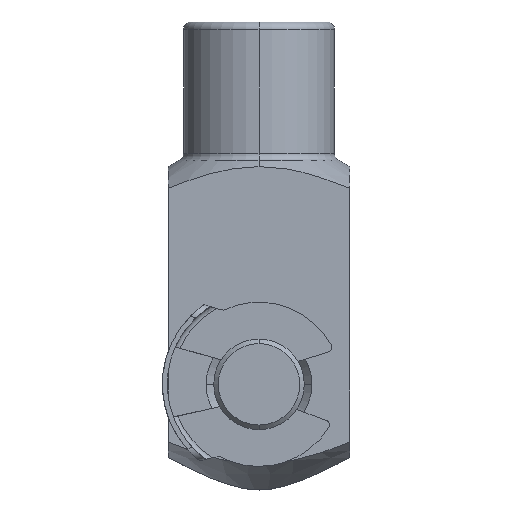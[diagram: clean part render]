
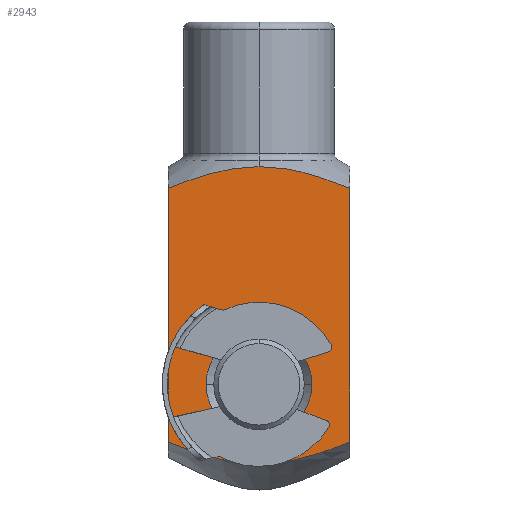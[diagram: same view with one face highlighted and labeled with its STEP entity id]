
A CAD part, left-side view. The second image highlights one B-rep face of the part: STEP entity #2943.
In plain terms, the highlighted planar face has unit normal (-1, 0, 0).
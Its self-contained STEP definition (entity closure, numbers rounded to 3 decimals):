
#84 = CARTESIAN_POINT ( 'NONE',  ( -6., 6., 19.988 ) ) ;
#102 = CARTESIAN_POINT ( 'NONE',  ( -6., 5.521, 20.183 ) ) ;
#103 = CARTESIAN_POINT ( 'NONE',  ( -6., 5.037, 20.37 ) ) ;
#104 = CARTESIAN_POINT ( 'NONE',  ( -6., 4.054, 20.712 ) ) ;
#105 = CARTESIAN_POINT ( 'NONE',  ( -6., 3.557, 20.868 ) ) ;
#106 = CARTESIAN_POINT ( 'NONE',  ( -6., 2.057, 21.261 ) ) ;
#107 = CARTESIAN_POINT ( 'NONE',  ( -6., 1.042, 21.423 ) ) ;
#108 = CARTESIAN_POINT ( 'NONE',  ( -6., 0., 21.423 ) ) ;
#175 = CARTESIAN_POINT ( 'NONE',  ( -6., 6., 3.167 ) ) ;
#186 = CARTESIAN_POINT ( 'NONE',  ( -6., 5.522, 2.972 ) ) ;
#187 = CARTESIAN_POINT ( 'NONE',  ( -6., 5.04, 2.787 ) ) ;
#188 = CARTESIAN_POINT ( 'NONE',  ( -6., 4.061, 2.445 ) ) ;
#189 = CARTESIAN_POINT ( 'NONE',  ( -6., 3.566, 2.29 ) ) ;
#190 = CARTESIAN_POINT ( 'NONE',  ( -6., 2.074, 1.897 ) ) ;
#191 = CARTESIAN_POINT ( 'NONE',  ( -6., 1.063, 1.735 ) ) ;
#192 = CARTESIAN_POINT ( 'NONE',  ( -6., -0.49, 1.731 ) ) ;
#193 = CARTESIAN_POINT ( 'NONE',  ( -6., -1.017, 1.77 ) ) ;
#194 = CARTESIAN_POINT ( 'NONE',  ( -6., -2.045, 1.916 ) ) ;
#195 = CARTESIAN_POINT ( 'NONE',  ( -6., -2.551, 2.023 ) ) ;
#196 = CARTESIAN_POINT ( 'NONE',  ( -6., -4.054, 2.417 ) ) ;
#197 = CARTESIAN_POINT ( 'NONE',  ( -6., -5.038, 2.774 ) ) ;
#198 = CARTESIAN_POINT ( 'NONE',  ( -6., -6., 3.167 ) ) ;
#238 = CARTESIAN_POINT ( 'NONE',  ( -6., 6., -30. ) ) ;
#239 = DIRECTION ( 'NONE',  ( 0., 0., 1. ) ) ;
#251 = CARTESIAN_POINT ( 'NONE',  ( -6., 0., 7. ) ) ;
#274 = CARTESIAN_POINT ( 'NONE',  ( -6., 0., 21.423 ) ) ;
#275 = DIRECTION ( 'NONE',  ( 1., 0., 0. ) ) ;
#276 = DIRECTION ( 'NONE',  ( 0., 0., 1. ) ) ;
#278 = CARTESIAN_POINT ( 'NONE',  ( -6., -0.258, 21.423 ) ) ;
#279 = CARTESIAN_POINT ( 'NONE',  ( -6., -0.52, 21.413 ) ) ;
#280 = CARTESIAN_POINT ( 'NONE',  ( -6., -1.038, 21.374 ) ) ;
#281 = CARTESIAN_POINT ( 'NONE',  ( -6., -1.296, 21.346 ) ) ;
#282 = CARTESIAN_POINT ( 'NONE',  ( -6., -2.062, 21.235 ) ) ;
#283 = CARTESIAN_POINT ( 'NONE',  ( -6., -2.566, 21.128 ) ) ;
#284 = CARTESIAN_POINT ( 'NONE',  ( -6., -4.063, 20.735 ) ) ;
#285 = CARTESIAN_POINT ( 'NONE',  ( -6., -5.042, 20.379 ) ) ;
#286 = CARTESIAN_POINT ( 'NONE',  ( -6., -6., 19.988 ) ) ;
#290 = CARTESIAN_POINT ( 'NONE',  ( -6., -6., -30. ) ) ;
#291 = DIRECTION ( 'NONE',  ( 0., 0., 1. ) ) ;
#491 = CARTESIAN_POINT ( 'NONE',  ( -6., 6., -30. ) ) ;
#497 = PLANE ( 'NONE',  #2205 ) ;
#498 = DIRECTION ( 'NONE',  ( -1., 0., 0. ) ) ;
#499 = DIRECTION ( 'NONE',  ( 0., 0., 1. ) ) ;
#787 = VERTEX_POINT ( 'NONE', #1037 ) ;
#790 = VERTEX_POINT ( 'NONE', #1029 ) ;
#841 = VERTEX_POINT ( 'NONE', #1090 ) ;
#861 = VERTEX_POINT ( 'NONE', #1110 ) ;
#894 = VERTEX_POINT ( 'NONE', #1143 ) ;
#898 = VERTEX_POINT ( 'NONE', #1147 ) ;
#903 = VERTEX_POINT ( 'NONE', #1152 ) ;
#1029 = CARTESIAN_POINT ( 'NONE',  ( -6., 6., 19.988 ) ) ;
#1037 = CARTESIAN_POINT ( 'NONE',  ( -6., 0., 21.423 ) ) ;
#1090 = CARTESIAN_POINT ( 'NONE',  ( -6., -3.5, 7. ) ) ;
#1110 = CARTESIAN_POINT ( 'NONE',  ( -6., 3.5, 7. ) ) ;
#1143 = CARTESIAN_POINT ( 'NONE',  ( -6., -6., 19.988 ) ) ;
#1147 = CARTESIAN_POINT ( 'NONE',  ( -6., 6., 3.167 ) ) ;
#1152 = CARTESIAN_POINT ( 'NONE',  ( -6., -6., 3.167 ) ) ;
#1402 = CARTESIAN_POINT ( 'NONE',  ( -6., 0., 7. ) ) ;
#1403 = DIRECTION ( 'NONE',  ( 1., 0., 0. ) ) ;
#1404 = DIRECTION ( 'NONE',  ( 0., 0., 1. ) ) ;
#1644 = B_SPLINE_CURVE_WITH_KNOTS ( 'NONE', 3,
 ( #84, #102, #103, #104, #105, #106, #107, #108 ),
 .UNSPECIFIED., .F., .F.,
 ( 4, 2, 2, 4 ),
 ( 0.016, 0.017, 0.019, 0.022 ),
 .UNSPECIFIED. ) ;
#1647 = B_SPLINE_CURVE_WITH_KNOTS ( 'NONE', 3,
 ( #175, #186, #187, #188, #189, #190, #191, #192, #193, #194, #195, #196, #197, #198 ),
 .UNSPECIFIED., .F., .F.,
 ( 4, 2, 2, 2, 2, 2, 4 ),
 ( 0.016, 0.017, 0.019, 0.022, 0.023, 0.025, 0.028 ),
 .UNSPECIFIED. ) ;
#1653 = B_SPLINE_CURVE_WITH_KNOTS ( 'NONE', 3,
 ( #274, #278, #279, #280, #281, #282, #283, #284, #285, #286 ),
 .UNSPECIFIED., .F., .F.,
 ( 4, 2, 2, 2, 4 ),
 ( 0.022, 0.023, 0.023, 0.025, 0.028 ),
 .UNSPECIFIED. ) ;
#1740 = EDGE_CURVE ( 'NONE', #841, #861, #2491, .T. ) ;
#1784 = EDGE_CURVE ( 'NONE', #790, #787, #1644, .T. ) ;
#1811 = EDGE_CURVE ( 'NONE', #898, #903, #1647, .T. ) ;
#1822 = EDGE_CURVE ( 'NONE', #898, #790, #2356, .T. ) ;
#1833 = EDGE_CURVE ( 'NONE', #861, #841, #2341, .T. ) ;
#1835 = EDGE_CURVE ( 'NONE', #787, #894, #1653, .T. ) ;
#1839 = EDGE_CURVE ( 'NONE', #903, #894, #2345, .T. ) ;
#2043 = FACE_BOUND ( 'NONE', #2332, .T. ) ;
#2046 = FACE_OUTER_BOUND ( 'NONE', #2384, .T. ) ;
#2064 = AXIS2_PLACEMENT_3D ( 'NONE', #1402, #1403, #1404 ) ;
#2125 = AXIS2_PLACEMENT_3D ( 'NONE', #251, #275, #276 ) ;
#2205 = AXIS2_PLACEMENT_3D ( 'NONE', #491, #498, #499 ) ;
#2332 = EDGE_LOOP ( 'NONE', ( #2920, #2928 ) ) ;
#2341 = CIRCLE ( 'NONE', #2125, 3.5 ) ;
#2345 = LINE ( 'NONE', #290, #2355 ) ;
#2355 = VECTOR ( 'NONE', #291, 1000. ) ;
#2356 = LINE ( 'NONE', #238, #2366 ) ;
#2366 = VECTOR ( 'NONE', #239, 1000. ) ;
#2384 = EDGE_LOOP ( 'NONE', ( #2910, #2852, #2918, #2935, #2934 ) ) ;
#2491 = CIRCLE ( 'NONE', #2064, 3.5 ) ;
#2852 = ORIENTED_EDGE ( 'NONE', *, *, #1811, .T. ) ;
#2910 = ORIENTED_EDGE ( 'NONE', *, *, #1822, .F. ) ;
#2918 = ORIENTED_EDGE ( 'NONE', *, *, #1839, .T. ) ;
#2920 = ORIENTED_EDGE ( 'NONE', *, *, #1740, .T. ) ;
#2928 = ORIENTED_EDGE ( 'NONE', *, *, #1833, .T. ) ;
#2934 = ORIENTED_EDGE ( 'NONE', *, *, #1784, .F. ) ;
#2935 = ORIENTED_EDGE ( 'NONE', *, *, #1835, .F. ) ;
#2943 = ADVANCED_FACE ( 'NONE', ( #2043, #2046 ), #497, .T. ) ;
